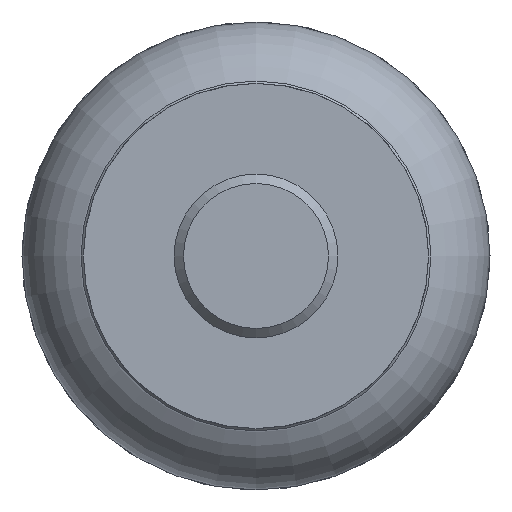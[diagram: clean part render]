
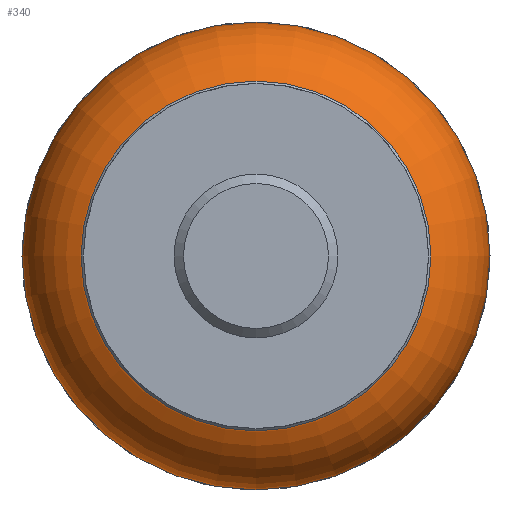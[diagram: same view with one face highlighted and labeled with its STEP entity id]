
A CAD part, left-side view. The second image highlights one B-rep face of the part: STEP entity #340.
In plain terms, the highlighted toroidal (fillet/blend) face has major radius 11.9 mm and minor radius 8.1 mm.
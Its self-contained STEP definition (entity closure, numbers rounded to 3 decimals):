
#39=TOROIDAL_SURFACE('',#382,11.9,8.1);
#57=FACE_BOUND('',#125,.T.);
#88=FACE_OUTER_BOUND('',#124,.T.);
#124=EDGE_LOOP('',(#259));
#125=EDGE_LOOP('',(#260));
#172=CIRCLE('',#381,12.5);
#173=CIRCLE('',#383,20.);
#199=VERTEX_POINT('',#587);
#200=VERTEX_POINT('',#590);
#226=EDGE_CURVE('',#199,#199,#172,.T.);
#227=EDGE_CURVE('',#200,#200,#173,.T.);
#259=ORIENTED_EDGE('',*,*,#227,.F.);
#260=ORIENTED_EDGE('',*,*,#226,.T.);
#340=ADVANCED_FACE('',(#88,#57),#39,.T.);
#381=AXIS2_PLACEMENT_3D('',#588,#460,#461);
#382=AXIS2_PLACEMENT_3D('',#589,#462,#463);
#383=AXIS2_PLACEMENT_3D('',#591,#464,#465);
#460=DIRECTION('center_axis',(1.,0.,0.));
#461=DIRECTION('ref_axis',(0.,1.,0.));
#462=DIRECTION('center_axis',(1.,0.,0.));
#463=DIRECTION('ref_axis',(0.,0.,-1.));
#464=DIRECTION('center_axis',(1.,0.,0.));
#465=DIRECTION('ref_axis',(0.,1.,0.));
#587=CARTESIAN_POINT('',(2.592,12.5,0.));
#588=CARTESIAN_POINT('Origin',(2.592,0.,0.));
#589=CARTESIAN_POINT('Origin',(10.67,0.,0.));
#590=CARTESIAN_POINT('',(10.67,20.,0.));
#591=CARTESIAN_POINT('Origin',(10.67,0.,0.));
